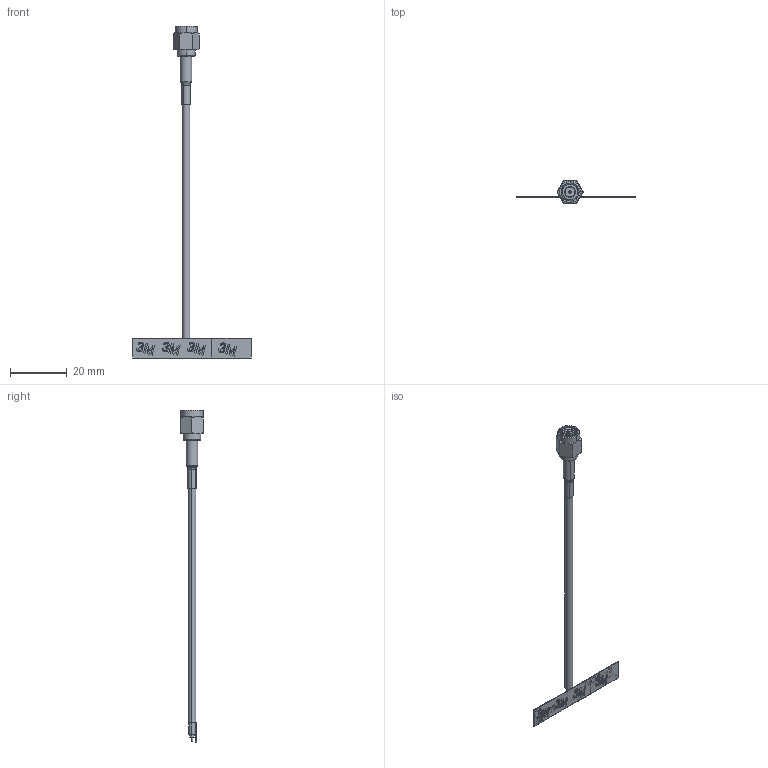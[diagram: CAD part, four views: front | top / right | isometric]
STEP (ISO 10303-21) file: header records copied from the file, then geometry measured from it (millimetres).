
FILE_DESCRIPTION (( 'STEP AP214' ), '1' );
FILE_NAME ('FXP832.03.0458D_Web.STEP', '2022-03-15T16:01:10', ( '' ), ( '' ), 'SwSTEP 2.0', 'SolidWorks 2018', '' );
FILE_SCHEMA (( 'AUTOMOTIVE_DESIGN' ));
Length unit declared in the file: millimetre
Products named in the file (1): FXP832.03.0458D_Web
Bounding box: 42 x 8 x 117.45 mm (x, y, z)
Surface area: 2156.1 mm2 (no closed solid volume)
Topology: 0 solids, 44 shells, 221 faces, 2132 edges, 1945 vertices
Faces by surface type: plane 155, cylinder 28, bspline 24, torus 8, cone 6
Entity records: 31019 total; most frequent: CARTESIAN_POINT 15870, ORIENTED_EDGE 2402, EDGE_CURVE 2132, VERTEX_POINT 1945, DIRECTION 1627, LINE 1111, VECTOR 1111, B_SPLINE_CURVE_WITH_KNOTS 936
